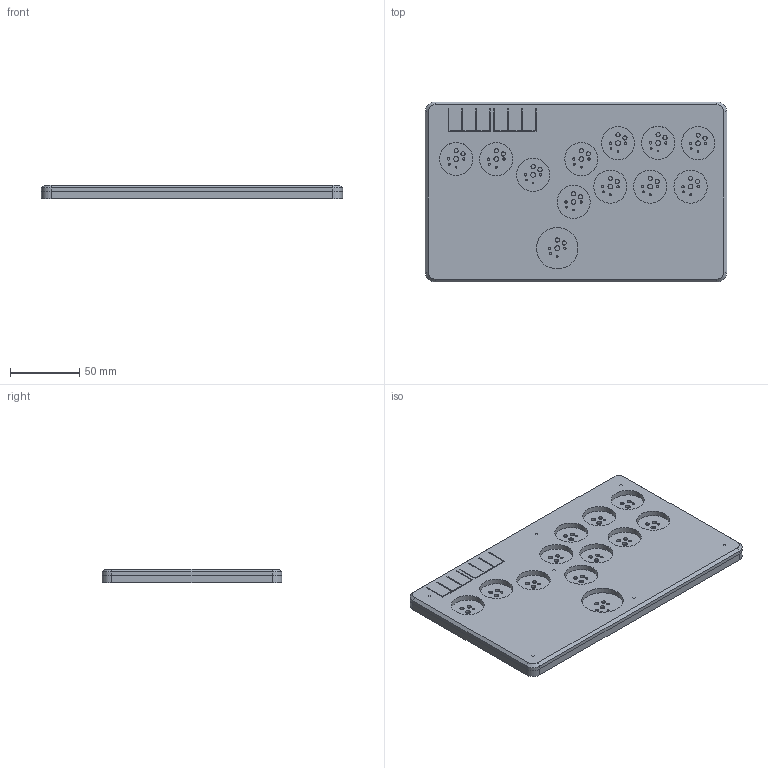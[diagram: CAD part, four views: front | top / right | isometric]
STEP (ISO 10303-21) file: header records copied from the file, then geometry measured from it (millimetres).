
FILE_DESCRIPTION(/* description */ (''),/* implementation_level */ '2;1');
FILE_NAME(/* name */ 'Flatbox-rev2b-case.step',/* time_stamp */ '2022-01-12T22:17:40+01:00',/* author */ (''),/* organization */ (''),/* preprocessor_version */ 'ST-DEVELOPER v18.1',/* originating_system */ 'Autodesk Translation Framework v10.10.0.1391',/* authorisation */ '');
FILE_SCHEMA (('AUTOMOTIVE_DESIGN { 1 0 10303 214 3 1 1 }'));
Length unit declared in the file: millimetre
Products named in the file (19): Flatbox-rev2b; Flatbox-rev2b.step; SW_PUSH_6mm_H5mm; SOLID (5); C_0402_1005Metric; SOLID (2); R_0805_2012Metric; SOLID (3); Fuse_1206_3216Metric; SOLID (4); C_0603_1608Metric; SOLID; Crystal_SMD_3225-4Pin_3.2x2.5mm; SOLID (1); TQFP-44_10x10mm_P0.8mm; SOLID (7); HRO__TYPE-C-31-M-12; SOLID (6); COMPOUND
Assembly tree (33 placements, depth 4):
  Flatbox-rev2b
    Flatbox-rev2b.step
      SW_PUSH_6mm_H5mm  x6
        SOLID (5)
      C_0402_1005Metric  x3
        SOLID (2)
      R_0805_2012Metric  x6
        SOLID (3)
      Fuse_1206_3216Metric
        SOLID (4)
      C_0603_1608Metric  x4
        SOLID
      Crystal_SMD_3225-4Pin_3.2x2.5mm
        SOLID (1)
      TQFP-44_10x10mm_P0.8mm
        SOLID (7)
      HRO__TYPE-C-31-M-12
        SOLID (6)
      COMPOUND
Bounding box: 218 x 130.1 x 9.8 mm (x, y, z)
Volume: 172223.5 mm3; surface area: 170575.8 mm2
Topology: 26 solids, 26 shells, 2236 faces, 5903 edges, 3811 vertices
Faces by surface type: plane 1388, cylinder 821, cone 21, torus 6
Full cylindrical faces by diameter (mm): 0.5 x3, 0.65 x2, 1 x30, 1.1 x24, 1.27 x24, 1.702 x24, 2 x7, 3 x24, 3.4 x7, 3.429 x12, 3.5 x6, 5.6 x7, 6.4 x7, 10 x14, 24 x22, 30 x2
Entity records: 46608 total; most frequent: DIRECTION 7861, CARTESIAN_POINT 7767, ORIENTED_EDGE 7636, EDGE_CURVE 3818, LINE 2761, VECTOR 2761, AXIS2_PLACEMENT_3D 2550, VERTEX_POINT 2456
